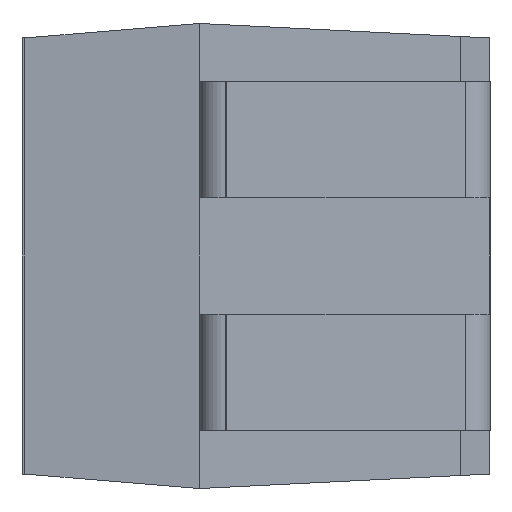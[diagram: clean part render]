
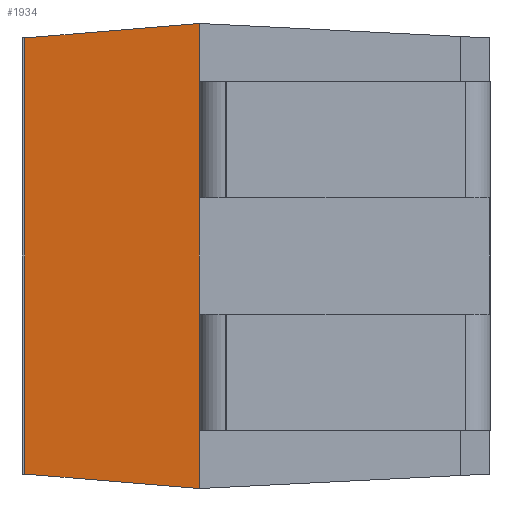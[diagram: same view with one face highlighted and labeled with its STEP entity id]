
A CAD part, left-side view. The second image highlights one B-rep face of the part: STEP entity #1934.
In plain terms, the highlighted planar face has unit normal (-0.997, 0.083, 0).
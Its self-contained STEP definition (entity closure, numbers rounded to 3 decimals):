
#76 = VERTEX_POINT ( 'NONE', #350 ) ;
#78 = EDGE_CURVE ( 'NONE', #79, #76, #348, .T. ) ;
#79 = VERTEX_POINT ( 'NONE', #638 ) ;
#133 = EDGE_CURVE ( 'NONE', #196, #142, #637, .T. ) ;
#142 = VERTEX_POINT ( 'NONE', #455 ) ;
#172 = VERTEX_POINT ( 'NONE', #819 ) ;
#174 = EDGE_CURVE ( 'NONE', #172, #202, #818, .T. ) ;
#178 = EDGE_CURVE ( 'NONE', #196, #197, #694, .T. ) ;
#196 = VERTEX_POINT ( 'NONE', #729 ) ;
#197 = VERTEX_POINT ( 'NONE', #728 ) ;
#202 = VERTEX_POINT ( 'NONE', #721 ) ;
#345 = DIRECTION ( 'NONE',  ( 0., 0., 1. ) ) ;
#346 = VECTOR ( 'NONE', #345, 1000. ) ;
#347 = CARTESIAN_POINT ( 'NONE',  ( -1.5, 1., -0.8 ) ) ;
#348 = LINE ( 'NONE', #347, #346 ) ;
#350 = CARTESIAN_POINT ( 'NONE',  ( -1.5, 1., -0.6 ) ) ;
#455 = CARTESIAN_POINT ( 'NONE',  ( -1.5, 1., 0.8 ) ) ;
#634 = DIRECTION ( 'NONE',  ( 0., 0., 1. ) ) ;
#635 = VECTOR ( 'NONE', #634, 1000. ) ;
#636 = CARTESIAN_POINT ( 'NONE',  ( -1.5, 1., -0.8 ) ) ;
#637 = LINE ( 'NONE', #636, #635 ) ;
#638 = CARTESIAN_POINT ( 'NONE',  ( -1.5, 1., -0.8 ) ) ;
#691 = DIRECTION ( 'NONE',  ( 0., 0., -1. ) ) ;
#692 = VECTOR ( 'NONE', #691, 1000. ) ;
#693 = CARTESIAN_POINT ( 'NONE',  ( -1.5, 1., 0.6 ) ) ;
#694 = LINE ( 'NONE', #693, #692 ) ;
#721 = CARTESIAN_POINT ( 'NONE',  ( -1.45, 1.6, 0.75 ) ) ;
#728 = CARTESIAN_POINT ( 'NONE',  ( -1.5, 1., 0.2 ) ) ;
#729 = CARTESIAN_POINT ( 'NONE',  ( -1.5, 1., 0.6 ) ) ;
#815 = DIRECTION ( 'NONE',  ( 0., 0., 1. ) ) ;
#816 = VECTOR ( 'NONE', #815, 1000. ) ;
#817 = CARTESIAN_POINT ( 'NONE',  ( -1.45, 1.6, 0.8 ) ) ;
#818 = LINE ( 'NONE', #817, #816 ) ;
#819 = CARTESIAN_POINT ( 'NONE',  ( -1.45, 1.6, -0.75 ) ) ;
#1166 = FACE_OUTER_BOUND ( 'NONE', #1935, .T. ) ;
#1167 = DIRECTION ( 'NONE',  ( 0.083, 0.993, -0.083 ) ) ;
#1168 = VECTOR ( 'NONE', #1167, 1000. ) ;
#1169 = CARTESIAN_POINT ( 'NONE',  ( -1.45, 1.596, 0.75 ) ) ;
#1170 = LINE ( 'NONE', #1169, #1168 ) ;
#1196 = CARTESIAN_POINT ( 'NONE',  ( -1.5, 1., -0.2 ) ) ;
#1197 = DIRECTION ( 'NONE',  ( -0.083, -0.997, 0. ) ) ;
#1198 = DIRECTION ( 'NONE',  ( -0.997, 0.083, 0. ) ) ;
#1199 = CARTESIAN_POINT ( 'NONE',  ( -1.45, 1.6, 0.8 ) ) ;
#1200 = AXIS2_PLACEMENT_3D ( 'NONE', #1199, #1198, #1197 ) ;
#1201 = PLANE ( 'NONE',  #1200 ) ;
#1569 = DIRECTION ( 'NONE',  ( -0.083, -0.993, -0.083 ) ) ;
#1570 = VECTOR ( 'NONE', #1569, 1000. ) ;
#1619 = DIRECTION ( 'NONE',  ( 0., 0., -1. ) ) ;
#1620 = VECTOR ( 'NONE', #1619, 1000. ) ;
#1621 = CARTESIAN_POINT ( 'NONE',  ( -1.5, 1., 0.2 ) ) ;
#1622 = LINE ( 'NONE', #1621, #1620 ) ;
#1624 = DIRECTION ( 'NONE',  ( 0., 0., -1. ) ) ;
#1625 = VECTOR ( 'NONE', #1624, 1000. ) ;
#1626 = CARTESIAN_POINT ( 'NONE',  ( -1.5, 1., 0.6 ) ) ;
#1627 = LINE ( 'NONE', #1626, #1625 ) ;
#1692 = CARTESIAN_POINT ( 'NONE',  ( -1.45, 1.596, -0.75 ) ) ;
#1693 = LINE ( 'NONE', #1692, #1570 ) ;
#1932 = EDGE_CURVE ( 'NONE', #142, #202, #1170, .T. ) ;
#1934 = ADVANCED_FACE ( 'NONE', ( #1166 ), #1201, .T. ) ;
#1935 = EDGE_LOOP ( 'NONE', ( #1936, #1937, #1938, #2113, #2115, #2116, #2117, #2118 ) ) ;
#1936 = ORIENTED_EDGE ( 'NONE', *, *, #2103, .T. ) ;
#1937 = ORIENTED_EDGE ( 'NONE', *, *, #78, .T. ) ;
#1938 = ORIENTED_EDGE ( 'NONE', *, *, #2112, .F. ) ;
#1939 = VERTEX_POINT ( 'NONE', #1196 ) ;
#2103 = EDGE_CURVE ( 'NONE', #172, #79, #1693, .T. ) ;
#2112 = EDGE_CURVE ( 'NONE', #1939, #76, #1627, .T. ) ;
#2113 = ORIENTED_EDGE ( 'NONE', *, *, #2114, .F. ) ;
#2114 = EDGE_CURVE ( 'NONE', #197, #1939, #1622, .T. ) ;
#2115 = ORIENTED_EDGE ( 'NONE', *, *, #178, .F. ) ;
#2116 = ORIENTED_EDGE ( 'NONE', *, *, #133, .T. ) ;
#2117 = ORIENTED_EDGE ( 'NONE', *, *, #1932, .T. ) ;
#2118 = ORIENTED_EDGE ( 'NONE', *, *, #174, .F. ) ;
